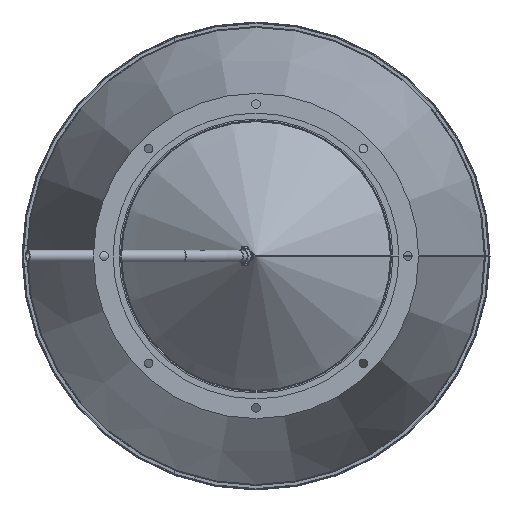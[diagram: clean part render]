
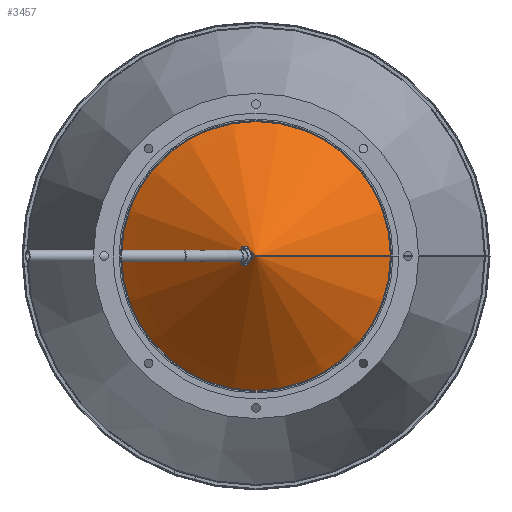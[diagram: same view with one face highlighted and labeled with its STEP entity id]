
A CAD part, front view. The second image highlights one B-rep face of the part: STEP entity #3457.
In plain terms, the highlighted conical face has half-angle 50 degrees and reference radius 108.2 mm.
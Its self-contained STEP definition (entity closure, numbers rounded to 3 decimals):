
#279=FACE_BOUND('',#1304,.T.);
#412=CIRCLE('',#3767,215.45);
#414=CIRCLE('',#3771,0.95);
#631=LINE('',#6319,#843);
#632=LINE('',#6320,#844);
#843=VECTOR('',#4502,280.01);
#844=VECTOR('',#4503,280.01);
#968=CONICAL_SURFACE('',#3772,108.2,50.);
#1085=FACE_OUTER_BOUND('',#1303,.T.);
#1303=EDGE_LOOP('',(#2661,#2662,#2663,#2664));
#1304=EDGE_LOOP('',(#2665,#2666));
#1494=B_SPLINE_CURVE_WITH_KNOTS('',3,(#6193,#6194,#6195,#6196,#6197,#6198,
#6199,#6200,#6201,#6202,#6203,#6204,#6205,#6206,#6207,#6208,#6209,#6210,
#6211,#6212,#6213,#6214,#6215,#6216,#6217,#6218,#6219,#6220),
 .UNSPECIFIED.,.F.,.F.,(4,2,2,2,2,2,2,2,2,2,2,2,2,4),(0.999,
0.999,1.126,1.253,1.507,1.632,
1.756,1.877,1.999,2.131,2.263,
2.391,2.52,2.52),.UNSPECIFIED.);
#1495=B_SPLINE_CURVE_WITH_KNOTS('',3,(#6221,#6222,#6223,#6224,#6225,#6226,
#6227,#6228,#6229,#6230,#6231,#6232,#6233,#6234,#6235,#6236,#6237,#6238,
#6239,#6240,#6241,#6242,#6243,#6244,#6245),.UNSPECIFIED.,.F.,.F.,(4,2,2,
2,3,2,2,2,2,2,2,4),(2.52,2.648,2.777,2.909,
3.041,3.162,3.283,3.408,3.533,
3.787,3.914,4.04),.UNSPECIFIED.);
#1608=VERTEX_POINT('',#6191);
#1609=VERTEX_POINT('',#6192);
#1611=VERTEX_POINT('',#6298);
#1614=VERTEX_POINT('',#6303);
#1617=VERTEX_POINT('',#6313);
#1618=VERTEX_POINT('',#6315);
#1978=EDGE_CURVE('',#1608,#1609,#1494,.T.);
#1979=EDGE_CURVE('',#1609,#1608,#1495,.T.);
#1984=EDGE_CURVE('',#1614,#1611,#412,.T.);
#1989=EDGE_CURVE('',#1618,#1617,#414,.T.);
#1991=EDGE_CURVE('',#1617,#1611,#631,.T.);
#1992=EDGE_CURVE('',#1618,#1614,#632,.T.);
#2661=ORIENTED_EDGE('',*,*,#1991,.T.);
#2662=ORIENTED_EDGE('',*,*,#1984,.F.);
#2663=ORIENTED_EDGE('',*,*,#1992,.F.);
#2664=ORIENTED_EDGE('',*,*,#1989,.T.);
#2665=ORIENTED_EDGE('',*,*,#1978,.T.);
#2666=ORIENTED_EDGE('',*,*,#1979,.T.);
#3457=ADVANCED_FACE('',(#1085,#279),#968,.T.);
#3767=AXIS2_PLACEMENT_3D('',#6305,#4486,#4487);
#3771=AXIS2_PLACEMENT_3D('',#6316,#4497,#4498);
#3772=AXIS2_PLACEMENT_3D('',#6318,#4500,#4501);
#4486=DIRECTION('center_axis',(0.,1.,0.));
#4487=DIRECTION('ref_axis',(1.,0.,0.));
#4497=DIRECTION('center_axis',(0.,1.,0.));
#4498=DIRECTION('ref_axis',(1.,0.,0.));
#4500=DIRECTION('center_axis',(0.,1.,0.));
#4501=DIRECTION('ref_axis',(1.,0.,0.));
#4502=DIRECTION('',(0.766,0.643,0.));
#4503=DIRECTION('',(0.766,0.643,0.));
#6191=CARTESIAN_POINT('',(-11.941,9.106,-0.001));
#6192=CARTESIAN_POINT('',(-4.28,2.678,0.));
#6193=CARTESIAN_POINT('Ctrl Pts',(-11.941,9.106,-0.001));
#6194=CARTESIAN_POINT('Ctrl Pts',(-11.941,9.106,-0.001));
#6195=CARTESIAN_POINT('Ctrl Pts',(-11.941,9.106,0.));
#6196=CARTESIAN_POINT('Ctrl Pts',(-11.941,9.106,0.423));
#6197=CARTESIAN_POINT('Ctrl Pts',(-11.889,9.082,0.854));
#6198=CARTESIAN_POINT('Ctrl Pts',(-11.683,8.985,1.69));
#6199=CARTESIAN_POINT('Ctrl Pts',(-11.528,8.912,2.097));
#6200=CARTESIAN_POINT('Ctrl Pts',(-10.93,8.624,3.228));
#6201=CARTESIAN_POINT('Ctrl Pts',(-10.345,8.336,3.862));
#6202=CARTESIAN_POINT('Ctrl Pts',(-9.388,7.818,4.5));
#6203=CARTESIAN_POINT('Ctrl Pts',(-9.024,7.614,4.683));
#6204=CARTESIAN_POINT('Ctrl Pts',(-8.281,7.169,4.929));
#6205=CARTESIAN_POINT('Ctrl Pts',(-7.901,6.926,4.992));
#6206=CARTESIAN_POINT('Ctrl Pts',(-7.226,6.461,5.006));
#6207=CARTESIAN_POINT('Ctrl Pts',(-6.874,6.199,4.963));
#6208=CARTESIAN_POINT('Ctrl Pts',(-6.221,5.657,4.758));
#6209=CARTESIAN_POINT('Ctrl Pts',(-5.922,5.377,4.597));
#6210=CARTESIAN_POINT('Ctrl Pts',(-5.411,4.834,4.2));
#6211=CARTESIAN_POINT('Ctrl Pts',(-5.165,4.528,3.924));
#6212=CARTESIAN_POINT('Ctrl Pts',(-4.777,3.946,3.278));
#6213=CARTESIAN_POINT('Ctrl Pts',(-4.635,3.672,2.909));
#6214=CARTESIAN_POINT('Ctrl Pts',(-4.443,3.234,2.183));
#6215=CARTESIAN_POINT('Ctrl Pts',(-4.376,3.031,1.766));
#6216=CARTESIAN_POINT('Ctrl Pts',(-4.295,2.751,0.889));
#6217=CARTESIAN_POINT('Ctrl Pts',(-4.28,2.678,0.429));
#6218=CARTESIAN_POINT('Ctrl Pts',(-4.28,2.678,0.));
#6219=CARTESIAN_POINT('Ctrl Pts',(-4.28,2.678,0.));
#6220=CARTESIAN_POINT('Ctrl Pts',(-4.28,2.678,0.));
#6221=CARTESIAN_POINT('Ctrl Pts',(-4.28,2.678,0.));
#6222=CARTESIAN_POINT('Ctrl Pts',(-4.28,2.678,-0.429));
#6223=CARTESIAN_POINT('Ctrl Pts',(-4.295,2.751,-0.889));
#6224=CARTESIAN_POINT('Ctrl Pts',(-4.376,3.031,-1.766));
#6225=CARTESIAN_POINT('Ctrl Pts',(-4.443,3.234,-2.183));
#6226=CARTESIAN_POINT('Ctrl Pts',(-4.635,3.672,-2.909));
#6227=CARTESIAN_POINT('Ctrl Pts',(-4.777,3.946,-3.278));
#6228=CARTESIAN_POINT('Ctrl Pts',(-5.165,4.528,-3.924));
#6229=CARTESIAN_POINT('Ctrl Pts',(-5.411,4.834,-4.2));
#6230=CARTESIAN_POINT('Ctrl Pts',(-5.678,5.117,-4.407));
#6231=CARTESIAN_POINT('Ctrl Pts',(-5.922,5.377,-4.597));
#6232=CARTESIAN_POINT('Ctrl Pts',(-6.221,5.657,-4.758));
#6233=CARTESIAN_POINT('Ctrl Pts',(-6.874,6.199,-4.963));
#6234=CARTESIAN_POINT('Ctrl Pts',(-7.226,6.461,-5.006));
#6235=CARTESIAN_POINT('Ctrl Pts',(-7.901,6.926,-4.992));
#6236=CARTESIAN_POINT('Ctrl Pts',(-8.281,7.169,-4.929));
#6237=CARTESIAN_POINT('Ctrl Pts',(-9.024,7.614,-4.683));
#6238=CARTESIAN_POINT('Ctrl Pts',(-9.388,7.818,-4.5));
#6239=CARTESIAN_POINT('Ctrl Pts',(-10.345,8.336,-3.862));
#6240=CARTESIAN_POINT('Ctrl Pts',(-10.93,8.624,-3.228));
#6241=CARTESIAN_POINT('Ctrl Pts',(-11.528,8.912,-2.097));
#6242=CARTESIAN_POINT('Ctrl Pts',(-11.683,8.985,-1.691));
#6243=CARTESIAN_POINT('Ctrl Pts',(-11.889,9.082,-0.854));
#6244=CARTESIAN_POINT('Ctrl Pts',(-11.941,9.106,-0.424));
#6245=CARTESIAN_POINT('Ctrl Pts',(-11.941,9.106,-0.001));
#6298=CARTESIAN_POINT('',(215.45,179.87,0.038));
#6303=CARTESIAN_POINT('',(215.45,179.87,0.));
#6305=CARTESIAN_POINT('Origin',(0.,179.87,0.));
#6313=CARTESIAN_POINT('',(0.95,-0.117,0.));
#6315=CARTESIAN_POINT('',(0.95,-0.117,0.));
#6316=CARTESIAN_POINT('Origin',(0.,-0.117,0.));
#6318=CARTESIAN_POINT('Origin',(0.,89.877,0.));
#6319=CARTESIAN_POINT('',(0.95,-0.117,0.));
#6320=CARTESIAN_POINT('',(0.95,-0.117,0.));
